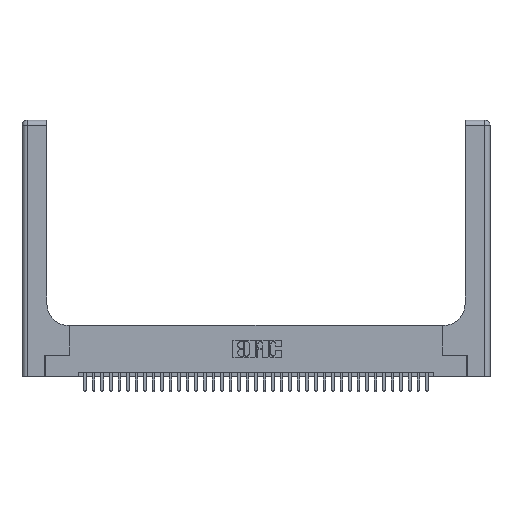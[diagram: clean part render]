
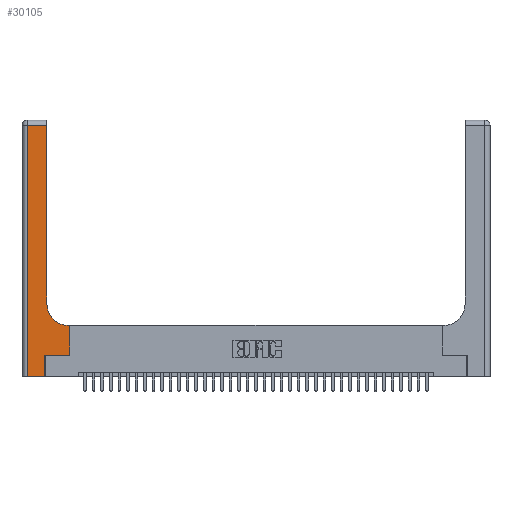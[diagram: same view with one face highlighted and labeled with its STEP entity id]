
A CAD part, top view. The second image highlights one B-rep face of the part: STEP entity #30105.
In plain terms, the highlighted planar face has unit normal (0, 0, 1).
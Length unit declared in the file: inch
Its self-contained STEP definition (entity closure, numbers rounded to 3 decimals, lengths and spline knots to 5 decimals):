
#1481 = ORIENTED_EDGE ( 'NONE', *, *, #5865, .T. ) ;
#1598 = ORIENTED_EDGE ( 'NONE', *, *, #9775, .T. ) ;
#1612 = CIRCLE ( 'NONE', #20253, 0.25 ) ;
#1646 = ORIENTED_EDGE ( 'NONE', *, *, #11261, .T. ) ;
#2007 = DIRECTION ( 'NONE',  ( -1., 0., 0. ) ) ;
#2100 = VERTEX_POINT ( 'NONE', #13348 ) ;
#2308 = LINE ( 'NONE', #18120, #24837 ) ;
#3224 = EDGE_CURVE ( 'NONE', #2100, #17308, #25175, .T. ) ;
#3516 = EDGE_CURVE ( 'NONE', #22874, #7225, #31377, .T. ) ;
#4219 = DIRECTION ( 'NONE',  ( 0., -1., 0. ) ) ;
#5232 = VECTOR ( 'NONE', #15403, 39.37008 ) ;
#5417 = VECTOR ( 'NONE', #23047, 39.37008 ) ;
#5618 = LINE ( 'NONE', #13174, #35502 ) ;
#5865 = EDGE_CURVE ( 'NONE', #10377, #12053, #1612, .T. ) ;
#5885 = PLANE ( 'NONE',  #35204 ) ;
#5956 = DIRECTION ( 'NONE',  ( 0., 0., -1. ) ) ;
#6826 = DIRECTION ( 'NONE',  ( 1., 0., 0. ) ) ;
#7225 = VERTEX_POINT ( 'NONE', #29151 ) ;
#7451 = VERTEX_POINT ( 'NONE', #27790 ) ;
#7891 = CARTESIAN_POINT ( 'NONE',  ( 0.269, 0., 0.37 ) ) ;
#9775 = EDGE_CURVE ( 'NONE', #7451, #11582, #21839, .T. ) ;
#9998 = ORIENTED_EDGE ( 'NONE', *, *, #35621, .T. ) ;
#10377 = VERTEX_POINT ( 'NONE', #11564 ) ;
#10651 = VECTOR ( 'NONE', #6826, 39.37008 ) ;
#11261 = EDGE_CURVE ( 'NONE', #34032, #22874, #2308, .T. ) ;
#11564 = CARTESIAN_POINT ( 'NONE',  ( 0.5415, 0.6, 0.37 ) ) ;
#11582 = VERTEX_POINT ( 'NONE', #24942 ) ;
#11916 = CARTESIAN_POINT ( 'NONE',  ( 0., 3., 0.37 ) ) ;
#12053 = VERTEX_POINT ( 'NONE', #13195 ) ;
#12402 = CARTESIAN_POINT ( 'NONE',  ( 0., 2.94, 0.37 ) ) ;
#13174 = CARTESIAN_POINT ( 'NONE',  ( 0.269, 0., 0.37 ) ) ;
#13195 = CARTESIAN_POINT ( 'NONE',  ( 0.2915, 0.85, 0.37 ) ) ;
#13348 = CARTESIAN_POINT ( 'NONE',  ( 0.06, 0., 0.37 ) ) ;
#13666 = CARTESIAN_POINT ( 'NONE',  ( 0.2915, 0.6, 0.37 ) ) ;
#13696 = ORIENTED_EDGE ( 'NONE', *, *, #15635, .T. ) ;
#14927 = DIRECTION ( 'NONE',  ( -1., 0., 0. ) ) ;
#15403 = DIRECTION ( 'NONE',  ( -1., 0., 0. ) ) ;
#15635 = EDGE_CURVE ( 'NONE', #17308, #34032, #5618, .T. ) ;
#15698 = EDGE_CURVE ( 'NONE', #7225, #10377, #19527, .T. ) ;
#16078 = EDGE_LOOP ( 'NONE', ( #30800, #1598, #9998, #22459, #13696, #1646, #25399, #25099, #1481 ) ) ;
#16247 = VECTOR ( 'NONE', #37184, 39.37008 ) ;
#17308 = VERTEX_POINT ( 'NONE', #7891 ) ;
#18120 = CARTESIAN_POINT ( 'NONE',  ( 0.269, 0.25, 0.37 ) ) ;
#18657 = CARTESIAN_POINT ( 'NONE',  ( 0., 0., 0.37 ) ) ;
#19527 = LINE ( 'NONE', #13666, #27092 ) ;
#20253 = AXIS2_PLACEMENT_3D ( 'NONE', #23505, #5956, #26379 ) ;
#21131 = LINE ( 'NONE', #37275, #5417 ) ;
#21839 = LINE ( 'NONE', #12402, #5232 ) ;
#22459 = ORIENTED_EDGE ( 'NONE', *, *, #3224, .T. ) ;
#22486 = CARTESIAN_POINT ( 'NONE',  ( 0.269, 0.25, 0.37 ) ) ;
#22790 = LINE ( 'NONE', #24739, #30378 ) ;
#22874 = VERTEX_POINT ( 'NONE', #37329 ) ;
#23047 = DIRECTION ( 'NONE',  ( 0., 1., 0. ) ) ;
#23505 = CARTESIAN_POINT ( 'NONE',  ( 0.5415, 0.85, 0.37 ) ) ;
#24739 = CARTESIAN_POINT ( 'NONE',  ( 0.06, 3., 0.37 ) ) ;
#24837 = VECTOR ( 'NONE', #29430, 39.37008 ) ;
#24942 = CARTESIAN_POINT ( 'NONE',  ( 0.06, 2.94, 0.37 ) ) ;
#25099 = ORIENTED_EDGE ( 'NONE', *, *, #15698, .T. ) ;
#25175 = LINE ( 'NONE', #18657, #10651 ) ;
#25399 = ORIENTED_EDGE ( 'NONE', *, *, #3516, .T. ) ;
#25403 = FACE_OUTER_BOUND ( 'NONE', #16078, .T. ) ;
#26176 = EDGE_CURVE ( 'NONE', #12053, #7451, #21131, .T. ) ;
#26379 = DIRECTION ( 'NONE',  ( 1., 0., 0. ) ) ;
#27092 = VECTOR ( 'NONE', #2007, 39.37008 ) ;
#27519 = DIRECTION ( 'NONE',  ( 0., 1., 0. ) ) ;
#27790 = CARTESIAN_POINT ( 'NONE',  ( 0.2915, 2.94, 0.37 ) ) ;
#29151 = CARTESIAN_POINT ( 'NONE',  ( 0.5585, 0.6, 0.37 ) ) ;
#29430 = DIRECTION ( 'NONE',  ( 1., 0., 0. ) ) ;
#30105 = ADVANCED_FACE ( 'NONE', ( #25403 ), #5885, .F. ) ;
#30378 = VECTOR ( 'NONE', #4219, 39.37008 ) ;
#30800 = ORIENTED_EDGE ( 'NONE', *, *, #26176, .T. ) ;
#31377 = LINE ( 'NONE', #34387, #16247 ) ;
#32032 = DIRECTION ( 'NONE',  ( 0., 0., -1. ) ) ;
#34032 = VERTEX_POINT ( 'NONE', #22486 ) ;
#34387 = CARTESIAN_POINT ( 'NONE',  ( 0.5585, 0.25, 0.37 ) ) ;
#35204 = AXIS2_PLACEMENT_3D ( 'NONE', #11916, #32032, #14927 ) ;
#35502 = VECTOR ( 'NONE', #27519, 39.37008 ) ;
#35621 = EDGE_CURVE ( 'NONE', #11582, #2100, #22790, .T. ) ;
#37184 = DIRECTION ( 'NONE',  ( 0., 1., 0. ) ) ;
#37275 = CARTESIAN_POINT ( 'NONE',  ( 0.2915, 3., 0.37 ) ) ;
#37329 = CARTESIAN_POINT ( 'NONE',  ( 0.5585, 0.25, 0.37 ) ) ;
